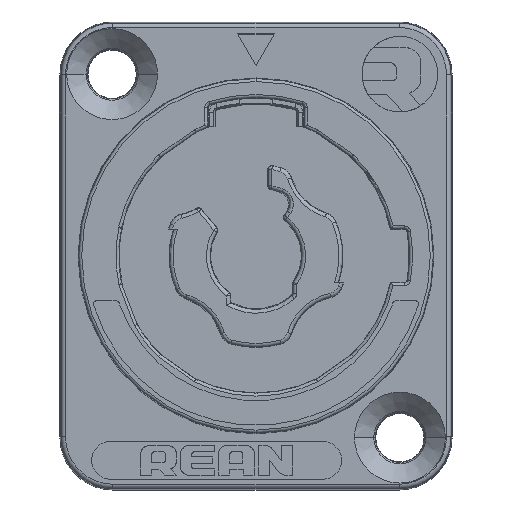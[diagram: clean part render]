
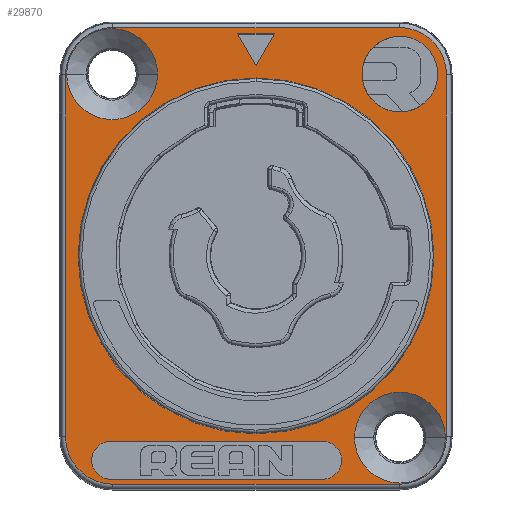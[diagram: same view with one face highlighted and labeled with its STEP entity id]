
A CAD part, top view. The second image highlights one B-rep face of the part: STEP entity #29870.
In plain terms, the highlighted planar face has unit normal (0, 0, 1).
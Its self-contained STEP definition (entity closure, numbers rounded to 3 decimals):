
#8115=CARTESIAN_POINT('',(-9.5,12.,4.5));
#8116=DIRECTION('',(0.,0.,1.));
#8117=DIRECTION('',(-1.,0.,0.));
#8118=AXIS2_PLACEMENT_3D('',#8115,#8116,#8117);
#8120=CARTESIAN_POINT('',(-9.5,12.,4.5));
#8121=DIRECTION('',(0.,0.,1.));
#8122=DIRECTION('',(1.,0.,0.));
#8123=AXIS2_PLACEMENT_3D('',#8120,#8121,#8122);
#8125=CARTESIAN_POINT('',(9.5,-12.,4.5));
#8126=DIRECTION('',(0.,0.,1.));
#8127=DIRECTION('',(1.,0.,0.));
#8128=AXIS2_PLACEMENT_3D('',#8125,#8126,#8127);
#8130=CARTESIAN_POINT('',(9.5,-12.,4.5));
#8131=DIRECTION('',(0.,0.,1.));
#8132=DIRECTION('',(-1.,0.,0.));
#8133=AXIS2_PLACEMENT_3D('',#8130,#8131,#8132);
#8135=CARTESIAN_POINT('',(9.5,12.,4.5));
#8136=DIRECTION('',(0.,0.,1.));
#8137=DIRECTION('',(1.,0.,0.));
#8138=AXIS2_PLACEMENT_3D('',#8135,#8136,#8137);
#8140=CARTESIAN_POINT('',(9.5,12.,4.5));
#8141=DIRECTION('',(0.,0.,1.));
#8142=DIRECTION('',(-1.,0.,0.));
#8143=AXIS2_PLACEMENT_3D('',#8140,#8141,#8142);
#8145=CARTESIAN_POINT('',(-9.6,-13.5,4.5));
#8146=DIRECTION('',(0.,0.,1.));
#8147=DIRECTION('',(0.,1.,0.));
#8148=AXIS2_PLACEMENT_3D('',#8145,#8146,#8147);
#8150=DIRECTION('',(1.,0.,0.));
#8151=VECTOR('',#8150,14.);
#8152=CARTESIAN_POINT('',(-9.6,-14.75,4.5));
#8153=LINE('',#8152,#8151);
#8154=CARTESIAN_POINT('',(4.4,-13.5,4.5));
#8155=DIRECTION('',(0.,0.,1.));
#8156=DIRECTION('',(0.,-1.,0.));
#8157=AXIS2_PLACEMENT_3D('',#8154,#8155,#8156);
#8159=DIRECTION('',(-1.,0.,0.));
#8160=VECTOR('',#8159,14.);
#8161=CARTESIAN_POINT('',(4.4,-12.25,4.5));
#8162=LINE('',#8161,#8160);
#8163=DIRECTION('',(0.5,-0.866,0.));
#8164=VECTOR('',#8163,2.4);
#8165=CARTESIAN_POINT('',(-1.2,14.65,4.5));
#8166=LINE('',#8165,#8164);
#8167=DIRECTION('',(0.5,0.866,0.));
#8168=VECTOR('',#8167,2.4);
#8169=CARTESIAN_POINT('',(0.,12.572,4.5));
#8170=LINE('',#8169,#8168);
#8171=DIRECTION('',(-1.,0.,0.));
#8172=VECTOR('',#8171,2.4);
#8173=CARTESIAN_POINT('',(1.2,14.65,4.5));
#8174=LINE('',#8173,#8172);
#8175=CARTESIAN_POINT('',(-9.45,-11.95,4.5));
#8176=DIRECTION('',(0.,0.,1.));
#8177=DIRECTION('',(-1.,0.,0.));
#8178=AXIS2_PLACEMENT_3D('',#8175,#8176,#8177);
#8180=DIRECTION('',(0.,-1.,0.));
#8181=VECTOR('',#8180,23.9);
#8182=CARTESIAN_POINT('',(-12.577,11.95,4.5));
#8183=LINE('',#8182,#8181);
#8184=CARTESIAN_POINT('',(-9.45,11.95,4.5));
#8185=DIRECTION('',(0.,0.,1.));
#8186=DIRECTION('',(0.,1.,0.));
#8187=AXIS2_PLACEMENT_3D('',#8184,#8185,#8186);
#8189=DIRECTION('',(-1.,0.,0.));
#8190=VECTOR('',#8189,18.9);
#8191=CARTESIAN_POINT('',(9.45,15.077,4.5));
#8192=LINE('',#8191,#8190);
#8193=CARTESIAN_POINT('',(9.45,11.95,4.5));
#8194=DIRECTION('',(0.,0.,1.));
#8195=DIRECTION('',(1.,0.,0.));
#8196=AXIS2_PLACEMENT_3D('',#8193,#8194,#8195);
#8198=DIRECTION('',(0.,1.,0.));
#8199=VECTOR('',#8198,23.9);
#8200=CARTESIAN_POINT('',(12.577,-11.95,4.5));
#8201=LINE('',#8200,#8199);
#8202=CARTESIAN_POINT('',(9.45,-11.95,4.5));
#8203=DIRECTION('',(0.,0.,1.));
#8204=DIRECTION('',(0.,-1.,0.));
#8205=AXIS2_PLACEMENT_3D('',#8202,#8203,#8204);
#8207=DIRECTION('',(1.,0.,0.));
#8208=VECTOR('',#8207,18.9);
#8209=CARTESIAN_POINT('',(-9.45,-15.077,4.5));
#8210=LINE('',#8209,#8208);
#8216=CARTESIAN_POINT('',(0.,0.,4.5));
#8217=DIRECTION('',(0.,0.,-1.));
#8218=DIRECTION('',(0.,1.,0.));
#8219=AXIS2_PLACEMENT_3D('',#8216,#8217,#8218);
#8494=CARTESIAN_POINT('',(0.,0.,4.5));
#8495=DIRECTION('',(0.,0.,1.));
#8496=DIRECTION('',(0.,1.,0.));
#8497=AXIS2_PLACEMENT_3D('',#8494,#8495,#8496);
#16763=CARTESIAN_POINT('',(-12.5,12.,4.5));
#16764=CARTESIAN_POINT('',(-6.5,12.,4.5));
#16765=VERTEX_POINT('',#16763);
#16766=VERTEX_POINT('',#16764);
#16771=CARTESIAN_POINT('',(12.5,-12.,4.5));
#16772=CARTESIAN_POINT('',(6.5,-12.,4.5));
#16773=VERTEX_POINT('',#16771);
#16774=VERTEX_POINT('',#16772);
#16775=CARTESIAN_POINT('',(0.,11.75,4.5));
#16776=CARTESIAN_POINT('',(0.,-11.75,4.5));
#16777=VERTEX_POINT('',#16775);
#16778=VERTEX_POINT('',#16776);
#16817=CARTESIAN_POINT('',(12.,12.,4.5));
#16818=CARTESIAN_POINT('',(7.,12.,4.5));
#16819=VERTEX_POINT('',#16817);
#16820=VERTEX_POINT('',#16818);
#16821=CARTESIAN_POINT('',(-9.6,-12.25,4.5));
#16822=CARTESIAN_POINT('',(-9.6,-14.75,4.5));
#16823=VERTEX_POINT('',#16821);
#16824=VERTEX_POINT('',#16822);
#16825=CARTESIAN_POINT('',(4.4,-14.75,4.5));
#16826=VERTEX_POINT('',#16825);
#16827=CARTESIAN_POINT('',(4.4,-12.25,4.5));
#16828=VERTEX_POINT('',#16827);
#16829=CARTESIAN_POINT('',(-1.2,14.65,4.5));
#16830=CARTESIAN_POINT('',(0.,12.572,4.5));
#16831=VERTEX_POINT('',#16829);
#16832=VERTEX_POINT('',#16830);
#16833=CARTESIAN_POINT('',(1.2,14.65,4.5));
#16834=VERTEX_POINT('',#16833);
#17867=CARTESIAN_POINT('',(-12.577,-11.95,4.5));
#17868=CARTESIAN_POINT('',(-9.45,-15.077,4.5));
#17869=VERTEX_POINT('',#17867);
#17870=VERTEX_POINT('',#17868);
#17875=CARTESIAN_POINT('',(9.45,-15.077,4.5));
#17876=VERTEX_POINT('',#17875);
#17879=CARTESIAN_POINT('',(12.577,-11.95,4.5));
#17880=VERTEX_POINT('',#17879);
#17883=CARTESIAN_POINT('',(12.577,11.95,4.5));
#17884=VERTEX_POINT('',#17883);
#17887=CARTESIAN_POINT('',(9.45,15.077,4.5));
#17888=VERTEX_POINT('',#17887);
#17891=CARTESIAN_POINT('',(-9.45,15.077,4.5));
#17892=VERTEX_POINT('',#17891);
#17895=CARTESIAN_POINT('',(-12.577,11.95,4.5));
#17896=VERTEX_POINT('',#17895);
#29806=CARTESIAN_POINT('',(0.,0.,4.5));
#29807=DIRECTION('',(0.,0.,-1.));
#29808=DIRECTION('',(0.,-1.,0.));
#29809=AXIS2_PLACEMENT_3D('',#29806,#29807,#29808);
#29810=PLANE('',#29809);
#29812=ORIENTED_EDGE('',*,*,#29811,.F.);
#29814=ORIENTED_EDGE('',*,*,#29813,.F.);
#29816=ORIENTED_EDGE('',*,*,#29815,.F.);
#29817=ORIENTED_EDGE('',*,*,#29796,.F.);
#29819=ORIENTED_EDGE('',*,*,#29818,.F.);
#29821=ORIENTED_EDGE('',*,*,#29820,.F.);
#29823=ORIENTED_EDGE('',*,*,#29822,.F.);
#29825=ORIENTED_EDGE('',*,*,#29824,.F.);
#29826=EDGE_LOOP('',(#29812,#29814,#29816,#29817,#29819,#29821,#29823,#29825));
#29827=FACE_OUTER_BOUND('',#29826,.F.);
#29829=ORIENTED_EDGE('',*,*,#29828,.T.);
#29831=ORIENTED_EDGE('',*,*,#29830,.T.);
#29832=EDGE_LOOP('',(#29829,#29831));
#29833=FACE_BOUND('',#29832,.F.);
#29835=ORIENTED_EDGE('',*,*,#29834,.T.);
#29837=ORIENTED_EDGE('',*,*,#29836,.T.);
#29838=EDGE_LOOP('',(#29835,#29837));
#29839=FACE_BOUND('',#29838,.F.);
#29841=ORIENTED_EDGE('',*,*,#29840,.T.);
#29843=ORIENTED_EDGE('',*,*,#29842,.T.);
#29844=EDGE_LOOP('',(#29841,#29843));
#29845=FACE_BOUND('',#29844,.F.);
#29847=ORIENTED_EDGE('',*,*,#29846,.T.);
#29849=ORIENTED_EDGE('',*,*,#29848,.T.);
#29851=ORIENTED_EDGE('',*,*,#29850,.T.);
#29853=ORIENTED_EDGE('',*,*,#29852,.T.);
#29854=EDGE_LOOP('',(#29847,#29849,#29851,#29853));
#29855=FACE_BOUND('',#29854,.F.);
#29857=ORIENTED_EDGE('',*,*,#29856,.T.);
#29859=ORIENTED_EDGE('',*,*,#29858,.T.);
#29861=ORIENTED_EDGE('',*,*,#29860,.T.);
#29862=EDGE_LOOP('',(#29857,#29859,#29861));
#29863=FACE_BOUND('',#29862,.F.);
#29865=ORIENTED_EDGE('',*,*,#29864,.F.);
#29867=ORIENTED_EDGE('',*,*,#29866,.T.);
#29868=EDGE_LOOP('',(#29865,#29867));
#29869=FACE_BOUND('',#29868,.F.);
#29870=ADVANCED_FACE('',(#29827,#29833,#29839,#29845,#29855,#29863,#29869),
#29810,.F.);
#8119=CIRCLE('',#8118,3.);
#8124=CIRCLE('',#8123,3.);
#8129=CIRCLE('',#8128,3.);
#8134=CIRCLE('',#8133,3.);
#8139=CIRCLE('',#8138,2.5);
#8144=CIRCLE('',#8143,2.5);
#8149=CIRCLE('',#8148,1.25);
#8158=CIRCLE('',#8157,1.25);
#8179=CIRCLE('',#8178,3.127);
#8188=CIRCLE('',#8187,3.127);
#8197=CIRCLE('',#8196,3.127);
#8206=CIRCLE('',#8205,3.127);
#8220=CIRCLE('',#8219,11.75);
#8498=CIRCLE('',#8497,11.75);
#29796=EDGE_CURVE('',#17888,#17892,#8192,.T.);
#29811=EDGE_CURVE('',#17869,#17870,#8179,.T.);
#29813=EDGE_CURVE('',#17896,#17869,#8183,.T.);
#29815=EDGE_CURVE('',#17892,#17896,#8188,.T.);
#29818=EDGE_CURVE('',#17884,#17888,#8197,.T.);
#29820=EDGE_CURVE('',#17880,#17884,#8201,.T.);
#29822=EDGE_CURVE('',#17876,#17880,#8206,.T.);
#29824=EDGE_CURVE('',#17870,#17876,#8210,.T.);
#29828=EDGE_CURVE('',#16765,#16766,#8119,.T.);
#29830=EDGE_CURVE('',#16766,#16765,#8124,.T.);
#29834=EDGE_CURVE('',#16773,#16774,#8129,.T.);
#29836=EDGE_CURVE('',#16774,#16773,#8134,.T.);
#29840=EDGE_CURVE('',#16819,#16820,#8139,.T.);
#29842=EDGE_CURVE('',#16820,#16819,#8144,.T.);
#29846=EDGE_CURVE('',#16823,#16824,#8149,.T.);
#29848=EDGE_CURVE('',#16824,#16826,#8153,.T.);
#29850=EDGE_CURVE('',#16826,#16828,#8158,.T.);
#29852=EDGE_CURVE('',#16828,#16823,#8162,.T.);
#29856=EDGE_CURVE('',#16831,#16832,#8166,.T.);
#29858=EDGE_CURVE('',#16832,#16834,#8170,.T.);
#29860=EDGE_CURVE('',#16834,#16831,#8174,.T.);
#29864=EDGE_CURVE('',#16777,#16778,#8220,.T.);
#29866=EDGE_CURVE('',#16777,#16778,#8498,.T.);
